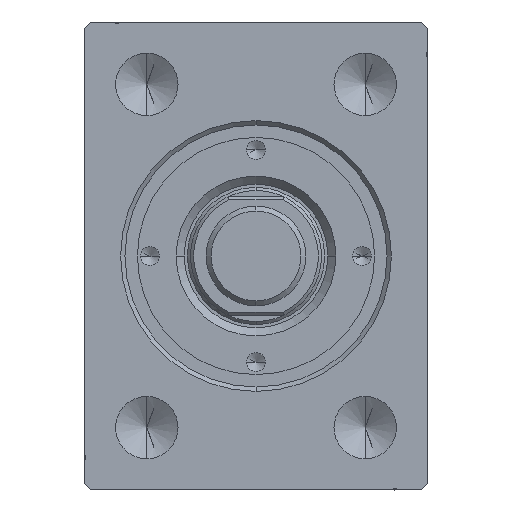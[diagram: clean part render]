
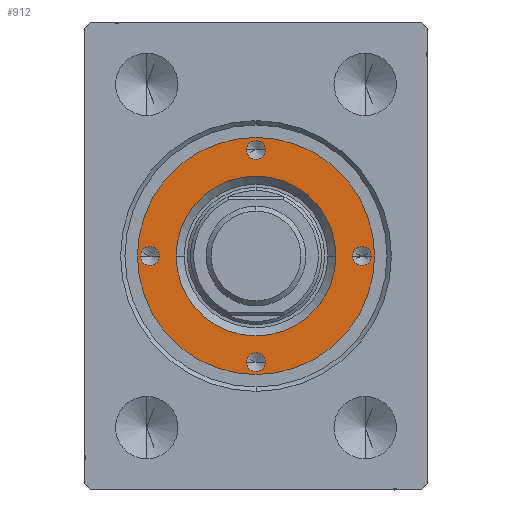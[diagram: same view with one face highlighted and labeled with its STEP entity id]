
A CAD part, left-side view. The second image highlights one B-rep face of the part: STEP entity #912.
In plain terms, the highlighted face is planar.
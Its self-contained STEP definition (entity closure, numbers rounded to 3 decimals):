
#492 = CARTESIAN_POINT ( 'NONE',  ( -19., 0., 10. ) ) ;
#912 = ADVANCED_FACE ( 'NONE', ( #17509, #10776, #7412, #17730, #13252, #3161 ), #16849, .T. ) ;
#1201 = CIRCLE ( 'NONE', #37815, 12.8 ) ;
#1220 = DIRECTION ( 'NONE',  ( 0., 0., 1. ) ) ;
#1279 = VERTEX_POINT ( 'NONE', #25069 ) ;
#1426 = ORIENTED_EDGE ( 'NONE', *, *, #42747, .F. ) ;
#1950 = EDGE_CURVE ( 'NONE', #11376, #1279, #30965, .T. ) ;
#1968 = AXIS2_PLACEMENT_3D ( 'NONE', #8412, #1220, #14923 ) ;
#2071 = DIRECTION ( 'NONE',  ( 0., 0., 1. ) ) ;
#2914 = CARTESIAN_POINT ( 'NONE',  ( 0., 0., 10. ) ) ;
#2941 = VERTEX_POINT ( 'NONE', #38493 ) ;
#2960 = VERTEX_POINT ( 'NONE', #4339 ) ;
#2991 = ORIENTED_EDGE ( 'NONE', *, *, #27226, .T. ) ;
#3161 = FACE_OUTER_BOUND ( 'NONE', #18428, .T. ) ;
#3500 = DIRECTION ( 'NONE',  ( 0., 0., -1. ) ) ;
#4339 = CARTESIAN_POINT ( 'NONE',  ( -1.5, -17., 10. ) ) ;
#4704 = DIRECTION ( 'NONE',  ( 0., 0., 1. ) ) ;
#4931 = VERTEX_POINT ( 'NONE', #38459 ) ;
#5176 = EDGE_CURVE ( 'NONE', #17787, #2960, #24450, .T. ) ;
#5420 = ORIENTED_EDGE ( 'NONE', *, *, #11800, .F. ) ;
#5808 = VERTEX_POINT ( 'NONE', #17816 ) ;
#5830 = AXIS2_PLACEMENT_3D ( 'NONE', #6305, #37746, #13471 ) ;
#6305 = CARTESIAN_POINT ( 'NONE',  ( 0., -17., 10. ) ) ;
#6764 = DIRECTION ( 'NONE',  ( 1., 0., 0. ) ) ;
#6941 = ORIENTED_EDGE ( 'NONE', *, *, #31519, .T. ) ;
#7205 = DIRECTION ( 'NONE',  ( 0., 0., 1. ) ) ;
#7337 = CARTESIAN_POINT ( 'NONE',  ( -15.5, 0., 10. ) ) ;
#7412 = FACE_BOUND ( 'NONE', #34043, .T. ) ;
#7479 = CARTESIAN_POINT ( 'NONE',  ( 0., 17., 10. ) ) ;
#7644 = CARTESIAN_POINT ( 'NONE',  ( 0., 0., 10. ) ) ;
#8176 = DIRECTION ( 'NONE',  ( 0., 0., 1. ) ) ;
#8412 = CARTESIAN_POINT ( 'NONE',  ( 0., 17., 10. ) ) ;
#8632 = ORIENTED_EDGE ( 'NONE', *, *, #5176, .F. ) ;
#8995 = AXIS2_PLACEMENT_3D ( 'NONE', #20558, #3500, #10001 ) ;
#9562 = CIRCLE ( 'NONE', #22477, 1.5 ) ;
#9604 = AXIS2_PLACEMENT_3D ( 'NONE', #36041, #8176, #35591 ) ;
#10001 = DIRECTION ( 'NONE',  ( 1., 0., 0. ) ) ;
#10498 = EDGE_LOOP ( 'NONE', ( #8632, #23788 ) ) ;
#10776 = FACE_BOUND ( 'NONE', #30682, .T. ) ;
#11181 = AXIS2_PLACEMENT_3D ( 'NONE', #27184, #24266, #6764 ) ;
#11297 = CIRCLE ( 'NONE', #1968, 1.5 ) ;
#11376 = VERTEX_POINT ( 'NONE', #39237 ) ;
#11626 = AXIS2_PLACEMENT_3D ( 'NONE', #32963, #29585, #42840 ) ;
#11800 = EDGE_CURVE ( 'NONE', #1279, #11376, #11297, .T. ) ;
#12596 = DIRECTION ( 'NONE',  ( 1., 0., 0. ) ) ;
#13252 = FACE_BOUND ( 'NONE', #23259, .T. ) ;
#13398 = CIRCLE ( 'NONE', #38522, 1.5 ) ;
#13471 = DIRECTION ( 'NONE',  ( 1., 0., 0. ) ) ;
#14923 = DIRECTION ( 'NONE',  ( 1., 0., 0. ) ) ;
#15958 = DIRECTION ( 'NONE',  ( 1., 0., 0. ) ) ;
#16251 = VERTEX_POINT ( 'NONE', #7337 ) ;
#16447 = VERTEX_POINT ( 'NONE', #27500 ) ;
#16600 = DIRECTION ( 'NONE',  ( 0., 0., -1. ) ) ;
#16849 = PLANE ( 'NONE',  #11181 ) ;
#17302 = DIRECTION ( 'NONE',  ( 1., 0., 0. ) ) ;
#17369 = CIRCLE ( 'NONE', #11626, 1.5 ) ;
#17509 = FACE_BOUND ( 'NONE', #31335, .T. ) ;
#17730 = FACE_BOUND ( 'NONE', #10498, .T. ) ;
#17787 = VERTEX_POINT ( 'NONE', #32757 ) ;
#17816 = CARTESIAN_POINT ( 'NONE',  ( 19., 0., 10. ) ) ;
#18428 = EDGE_LOOP ( 'NONE', ( #6941, #32897 ) ) ;
#19022 = CIRCLE ( 'NONE', #8995, 12.8 ) ;
#19448 = EDGE_CURVE ( 'NONE', #2941, #16251, #17369, .T. ) ;
#19757 = DIRECTION ( 'NONE',  ( 1., 0., 0. ) ) ;
#20349 = ORIENTED_EDGE ( 'NONE', *, *, #19448, .F. ) ;
#20558 = CARTESIAN_POINT ( 'NONE',  ( 0., 0., 10. ) ) ;
#20953 = CIRCLE ( 'NONE', #29582, 19. ) ;
#22477 = AXIS2_PLACEMENT_3D ( 'NONE', #40020, #40688, #12596 ) ;
#23259 = EDGE_LOOP ( 'NONE', ( #43602, #2991 ) ) ;
#23543 = ORIENTED_EDGE ( 'NONE', *, *, #1950, .F. ) ;
#23788 = ORIENTED_EDGE ( 'NONE', *, *, #38664, .F. ) ;
#24050 = CIRCLE ( 'NONE', #36980, 19. ) ;
#24266 = DIRECTION ( 'NONE',  ( 0., 0., 1. ) ) ;
#24408 = EDGE_CURVE ( 'NONE', #16447, #40077, #19022, .T. ) ;
#24450 = CIRCLE ( 'NONE', #5830, 1.5 ) ;
#25069 = CARTESIAN_POINT ( 'NONE',  ( -1.5, 17., 10. ) ) ;
#25215 = CARTESIAN_POINT ( 'NONE',  ( 15.5, 0., 10. ) ) ;
#25778 = CIRCLE ( 'NONE', #40862, 1.5 ) ;
#26143 = ORIENTED_EDGE ( 'NONE', *, *, #26873, .F. ) ;
#26873 = EDGE_CURVE ( 'NONE', #16251, #2941, #13398, .T. ) ;
#27184 = CARTESIAN_POINT ( 'NONE',  ( 0., 0., 10. ) ) ;
#27226 = EDGE_CURVE ( 'NONE', #40077, #16447, #1201, .T. ) ;
#27500 = CARTESIAN_POINT ( 'NONE',  ( 12.8, 0., 10. ) ) ;
#28077 = CARTESIAN_POINT ( 'NONE',  ( 0., 0., 10. ) ) ;
#28368 = DIRECTION ( 'NONE',  ( 1., 0., 0. ) ) ;
#28562 = DIRECTION ( 'NONE',  ( 0., 0., 1. ) ) ;
#28947 = VERTEX_POINT ( 'NONE', #25215 ) ;
#29064 = CIRCLE ( 'NONE', #9604, 1.5 ) ;
#29582 = AXIS2_PLACEMENT_3D ( 'NONE', #28077, #4704, #41794 ) ;
#29585 = DIRECTION ( 'NONE',  ( 0., 0., 1. ) ) ;
#30126 = DIRECTION ( 'NONE',  ( 0., 0., 1. ) ) ;
#30682 = EDGE_LOOP ( 'NONE', ( #23543, #5420 ) ) ;
#30965 = CIRCLE ( 'NONE', #36691, 1.5 ) ;
#31200 = EDGE_CURVE ( 'NONE', #4931, #28947, #29064, .T. ) ;
#31335 = EDGE_LOOP ( 'NONE', ( #26143, #20349 ) ) ;
#31519 = EDGE_CURVE ( 'NONE', #43495, #5808, #24050, .T. ) ;
#32723 = ORIENTED_EDGE ( 'NONE', *, *, #31200, .F. ) ;
#32757 = CARTESIAN_POINT ( 'NONE',  ( 1.5, -17., 10. ) ) ;
#32897 = ORIENTED_EDGE ( 'NONE', *, *, #34416, .T. ) ;
#32963 = CARTESIAN_POINT ( 'NONE',  ( -17., 0., 10. ) ) ;
#33191 = CARTESIAN_POINT ( 'NONE',  ( -12.8, 0., 10. ) ) ;
#34043 = EDGE_LOOP ( 'NONE', ( #32723, #1426 ) ) ;
#34416 = EDGE_CURVE ( 'NONE', #5808, #43495, #20953, .T. ) ;
#35342 = CARTESIAN_POINT ( 'NONE',  ( -17., 0., 10. ) ) ;
#35591 = DIRECTION ( 'NONE',  ( 1., 0., 0. ) ) ;
#36041 = CARTESIAN_POINT ( 'NONE',  ( 17., 0., 10. ) ) ;
#36691 = AXIS2_PLACEMENT_3D ( 'NONE', #7479, #28562, #41627 ) ;
#36980 = AXIS2_PLACEMENT_3D ( 'NONE', #7644, #7205, #17302 ) ;
#37746 = DIRECTION ( 'NONE',  ( 0., 0., 1. ) ) ;
#37815 = AXIS2_PLACEMENT_3D ( 'NONE', #2914, #16600, #19757 ) ;
#38459 = CARTESIAN_POINT ( 'NONE',  ( 18.5, 0., 10. ) ) ;
#38493 = CARTESIAN_POINT ( 'NONE',  ( -18.5, 0., 10. ) ) ;
#38522 = AXIS2_PLACEMENT_3D ( 'NONE', #35342, #2071, #28368 ) ;
#38664 = EDGE_CURVE ( 'NONE', #2960, #17787, #9562, .T. ) ;
#39237 = CARTESIAN_POINT ( 'NONE',  ( 1.5, 17., 10. ) ) ;
#40020 = CARTESIAN_POINT ( 'NONE',  ( 0., -17., 10. ) ) ;
#40077 = VERTEX_POINT ( 'NONE', #33191 ) ;
#40688 = DIRECTION ( 'NONE',  ( 0., 0., 1. ) ) ;
#40862 = AXIS2_PLACEMENT_3D ( 'NONE', #43392, #30126, #15958 ) ;
#41627 = DIRECTION ( 'NONE',  ( 1., 0., 0. ) ) ;
#41794 = DIRECTION ( 'NONE',  ( 1., 0., 0. ) ) ;
#42747 = EDGE_CURVE ( 'NONE', #28947, #4931, #25778, .T. ) ;
#42840 = DIRECTION ( 'NONE',  ( 1., 0., 0. ) ) ;
#43392 = CARTESIAN_POINT ( 'NONE',  ( 17., 0., 10. ) ) ;
#43495 = VERTEX_POINT ( 'NONE', #492 ) ;
#43602 = ORIENTED_EDGE ( 'NONE', *, *, #24408, .T. ) ;
